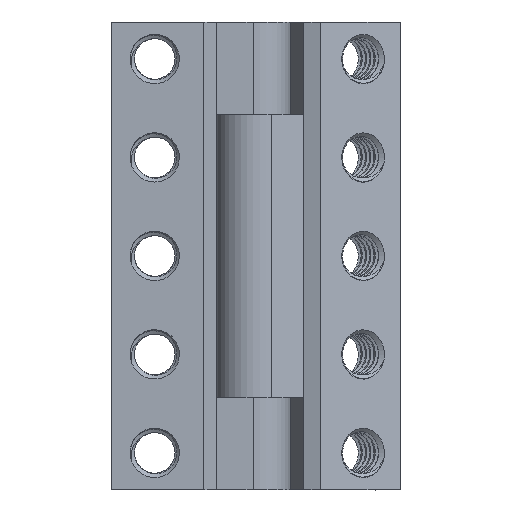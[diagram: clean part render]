
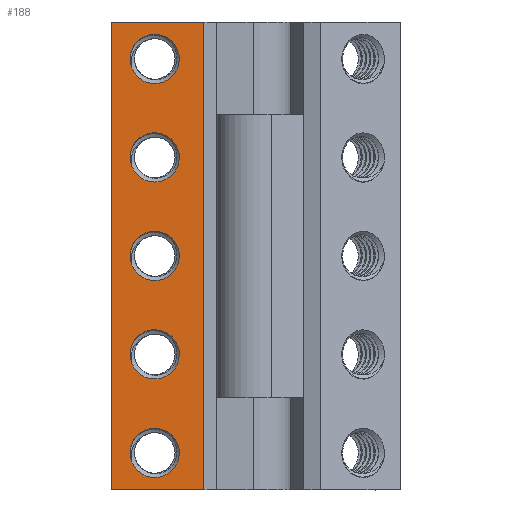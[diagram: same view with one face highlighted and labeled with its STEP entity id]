
A CAD part, top view. The second image highlights one B-rep face of the part: STEP entity #188.
In plain terms, the highlighted planar face has unit normal (0, 0, 1).
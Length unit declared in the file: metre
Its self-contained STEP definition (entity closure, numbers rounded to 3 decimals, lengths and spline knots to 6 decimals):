
#188 = ADVANCED_FACE( 'NONE', ( #420, #421, #422, #423, #424, #425 ), #426, .F. );
#420 = FACE_OUTER_BOUND( '', #925, .T. );
#421 = FACE_BOUND( '', #926, .T. );
#422 = FACE_BOUND( '', #927, .T. );
#423 = FACE_BOUND( '', #928, .T. );
#424 = FACE_BOUND( '', #929, .T. );
#425 = FACE_BOUND( '', #930, .T. );
#426 = PLANE( '', #931 );
#925 = EDGE_LOOP( '', ( #4710, #4711, #4712, #4713 ) );
#926 = EDGE_LOOP( '', ( #4714, #4715 ) );
#927 = EDGE_LOOP( '', ( #4716, #4717 ) );
#928 = EDGE_LOOP( '', ( #4718, #4719 ) );
#929 = EDGE_LOOP( '', ( #4720, #4721 ) );
#930 = EDGE_LOOP( '', ( #4722, #4723 ) );
#931 = AXIS2_PLACEMENT_3D( '', #4724, #4725, #4726 );
#4710 = ORIENTED_EDGE( '', *, *, #6308, .T. );
#4711 = ORIENTED_EDGE( '', *, *, #6309, .T. );
#4712 = ORIENTED_EDGE( '', *, *, #6310, .F. );
#4713 = ORIENTED_EDGE( '', *, *, #6311, .T. );
#4714 = ORIENTED_EDGE( '', *, *, #6312, .T. );
#4715 = ORIENTED_EDGE( '', *, *, #6313, .T. );
#4716 = ORIENTED_EDGE( '', *, *, #6314, .T. );
#4717 = ORIENTED_EDGE( '', *, *, #6315, .T. );
#4718 = ORIENTED_EDGE( '', *, *, #6267, .T. );
#4719 = ORIENTED_EDGE( '', *, *, #6316, .T. );
#4720 = ORIENTED_EDGE( '', *, *, #6317, .T. );
#4721 = ORIENTED_EDGE( '', *, *, #6318, .T. );
#4722 = ORIENTED_EDGE( '', *, *, #6319, .T. );
#4723 = ORIENTED_EDGE( '', *, *, #6320, .T. );
#4724 = CARTESIAN_POINT( '', ( 0., 0.038, 0.004 ) );
#4725 = DIRECTION( '', ( 0., 0., -1. ) );
#4726 = DIRECTION( '', ( -1., 0., 0. ) );
#6267 = EDGE_CURVE( 'NONE', #7036, #7034, #7037, .T. );
#6308 = EDGE_CURVE( 'NONE', #7112, #7113, #7114, .T. );
#6309 = EDGE_CURVE( 'NONE', #7113, #7115, #7116, .T. );
#6310 = EDGE_CURVE( 'NONE', #7117, #7115, #7118, .T. );
#6311 = EDGE_CURVE( 'NONE', #7117, #7112, #7119, .T. );
#6312 = EDGE_CURVE( 'NONE', #7120, #7121, #7122, .T. );
#6313 = EDGE_CURVE( 'NONE', #7121, #7120, #7123, .T. );
#6314 = EDGE_CURVE( 'NONE', #7124, #7125, #7126, .T. );
#6315 = EDGE_CURVE( 'NONE', #7125, #7124, #7127, .T. );
#6316 = EDGE_CURVE( 'NONE', #7034, #7036, #7128, .T. );
#6317 = EDGE_CURVE( 'NONE', #7129, #7130, #7131, .T. );
#6318 = EDGE_CURVE( 'NONE', #7130, #7129, #7132, .T. );
#6319 = EDGE_CURVE( 'NONE', #7133, #7134, #7135, .T. );
#6320 = EDGE_CURVE( 'NONE', #7134, #7133, #7136, .T. );
#7034 = VERTEX_POINT( 'NONE', #8562 );
#7036 = VERTEX_POINT( 'NONE', #8577 );
#7037 = CIRCLE( '', #8578, 0.002 );
#7112 = VERTEX_POINT( 'NONE', #9138 );
#7113 = VERTEX_POINT( 'NONE', #9139 );
#7114 = LINE( '', #9140, #9141 );
#7115 = VERTEX_POINT( 'NONE', #9142 );
#7116 = LINE( '', #9143, #9144 );
#7117 = VERTEX_POINT( 'NONE', #9145 );
#7118 = LINE( '', #9146, #9147 );
#7119 = LINE( '', #9148, #9149 );
#7120 = VERTEX_POINT( 'NONE', #9150 );
#7121 = VERTEX_POINT( 'NONE', #9151 );
#7122 = CIRCLE( '', #9152, 0.002 );
#7123 = CIRCLE( '', #9153, 0.002 );
#7124 = VERTEX_POINT( 'NONE', #9154 );
#7125 = VERTEX_POINT( 'NONE', #9155 );
#7126 = CIRCLE( '', #9156, 0.002 );
#7127 = CIRCLE( '', #9157, 0.002 );
#7128 = CIRCLE( '', #9158, 0.002 );
#7129 = VERTEX_POINT( 'NONE', #9159 );
#7130 = VERTEX_POINT( 'NONE', #9160 );
#7131 = CIRCLE( '', #9161, 0.002 );
#7132 = CIRCLE( '', #9162, 0.002 );
#7133 = VERTEX_POINT( 'NONE', #9163 );
#7134 = VERTEX_POINT( 'NONE', #9164 );
#7135 = CIRCLE( '', #9165, 0.002 );
#7136 = CIRCLE( '', #9166, 0.002 );
#8562 = CARTESIAN_POINT( '', ( -0.00984, 0.019785, 0.004 ) );
#8577 = CARTESIAN_POINT( '', ( -0.009862, 0.018271, 0.004 ) );
#8578 = AXIS2_PLACEMENT_3D( '', #17392, #17393, #17394 );
#9138 = CARTESIAN_POINT( '', ( -0.0115, 0., 0.004 ) );
#9139 = CARTESIAN_POINT( '', ( -0.004, 0., 0.004 ) );
#9140 = CARTESIAN_POINT( '', ( 0., 0., 0.004 ) );
#9141 = VECTOR( '', #17410, 1. );
#9142 = CARTESIAN_POINT( '', ( -0.004, 0.038, 0.004 ) );
#9143 = CARTESIAN_POINT( '', ( -0.004, 0., 0.004 ) );
#9144 = VECTOR( '', #17411, 1. );
#9145 = CARTESIAN_POINT( '', ( -0.0115, 0.038, 0.004 ) );
#9146 = CARTESIAN_POINT( '', ( 0., 0.038, 0.004 ) );
#9147 = VECTOR( '', #17412, 1. );
#9148 = CARTESIAN_POINT( '', ( -0.0115, 0.038, 0.004 ) );
#9149 = VECTOR( '', #17413, 1. );
#9150 = CARTESIAN_POINT( '', ( -0.009862, 0.034271, 0.004 ) );
#9151 = CARTESIAN_POINT( '', ( -0.00984, 0.035785, 0.004 ) );
#9152 = AXIS2_PLACEMENT_3D( '', #17414, #17415, #17416 );
#9153 = AXIS2_PLACEMENT_3D( '', #17417, #17418, #17419 );
#9154 = CARTESIAN_POINT( '', ( -0.009862, 0.026271, 0.004 ) );
#9155 = CARTESIAN_POINT( '', ( -0.00984, 0.027785, 0.004 ) );
#9156 = AXIS2_PLACEMENT_3D( '', #17420, #17421, #17422 );
#9157 = AXIS2_PLACEMENT_3D( '', #17423, #17424, #17425 );
#9158 = AXIS2_PLACEMENT_3D( '', #17426, #17427, #17428 );
#9159 = CARTESIAN_POINT( '', ( -0.009862, 0.010271, 0.004 ) );
#9160 = CARTESIAN_POINT( '', ( -0.00984, 0.011785, 0.004 ) );
#9161 = AXIS2_PLACEMENT_3D( '', #17429, #17430, #17431 );
#9162 = AXIS2_PLACEMENT_3D( '', #17432, #17433, #17434 );
#9163 = CARTESIAN_POINT( '', ( -0.009862, 0.002271, 0.004 ) );
#9164 = CARTESIAN_POINT( '', ( -0.00984, 0.003785, 0.004 ) );
#9165 = AXIS2_PLACEMENT_3D( '', #17435, #17436, #17437 );
#9166 = AXIS2_PLACEMENT_3D( '', #17438, #17439, #17440 );
#17392 = CARTESIAN_POINT( '', ( -0.008, 0.019, 0.004 ) );
#17393 = DIRECTION( '', ( 0., 0., -1. ) );
#17394 = DIRECTION( '', ( -1., 0., 0. ) );
#17410 = DIRECTION( '', ( 1., 0., 0. ) );
#17411 = DIRECTION( '', ( 0., 1., 0. ) );
#17412 = DIRECTION( '', ( 1., 0., 0. ) );
#17413 = DIRECTION( '', ( 0., -1., 0. ) );
#17414 = CARTESIAN_POINT( '', ( -0.008, 0.035, 0.004 ) );
#17415 = DIRECTION( '', ( 0., 0., -1. ) );
#17416 = DIRECTION( '', ( -1., 0., 0. ) );
#17417 = CARTESIAN_POINT( '', ( -0.008, 0.035, 0.004 ) );
#17418 = DIRECTION( '', ( 0., 0., -1. ) );
#17419 = DIRECTION( '', ( -1., 0., 0. ) );
#17420 = CARTESIAN_POINT( '', ( -0.008, 0.027, 0.004 ) );
#17421 = DIRECTION( '', ( 0., 0., -1. ) );
#17422 = DIRECTION( '', ( -1., 0., 0. ) );
#17423 = CARTESIAN_POINT( '', ( -0.008, 0.027, 0.004 ) );
#17424 = DIRECTION( '', ( 0., 0., -1. ) );
#17425 = DIRECTION( '', ( -1., 0., 0. ) );
#17426 = CARTESIAN_POINT( '', ( -0.008, 0.019, 0.004 ) );
#17427 = DIRECTION( '', ( 0., 0., -1. ) );
#17428 = DIRECTION( '', ( -1., 0., 0. ) );
#17429 = CARTESIAN_POINT( '', ( -0.008, 0.011, 0.004 ) );
#17430 = DIRECTION( '', ( 0., 0., -1. ) );
#17431 = DIRECTION( '', ( -1., 0., 0. ) );
#17432 = CARTESIAN_POINT( '', ( -0.008, 0.011, 0.004 ) );
#17433 = DIRECTION( '', ( 0., 0., -1. ) );
#17434 = DIRECTION( '', ( -1., 0., 0. ) );
#17435 = CARTESIAN_POINT( '', ( -0.008, 0.003, 0.004 ) );
#17436 = DIRECTION( '', ( 0., 0., -1. ) );
#17437 = DIRECTION( '', ( -1., 0., 0. ) );
#17438 = CARTESIAN_POINT( '', ( -0.008, 0.003, 0.004 ) );
#17439 = DIRECTION( '', ( 0., 0., -1. ) );
#17440 = DIRECTION( '', ( -1., 0., 0. ) );
